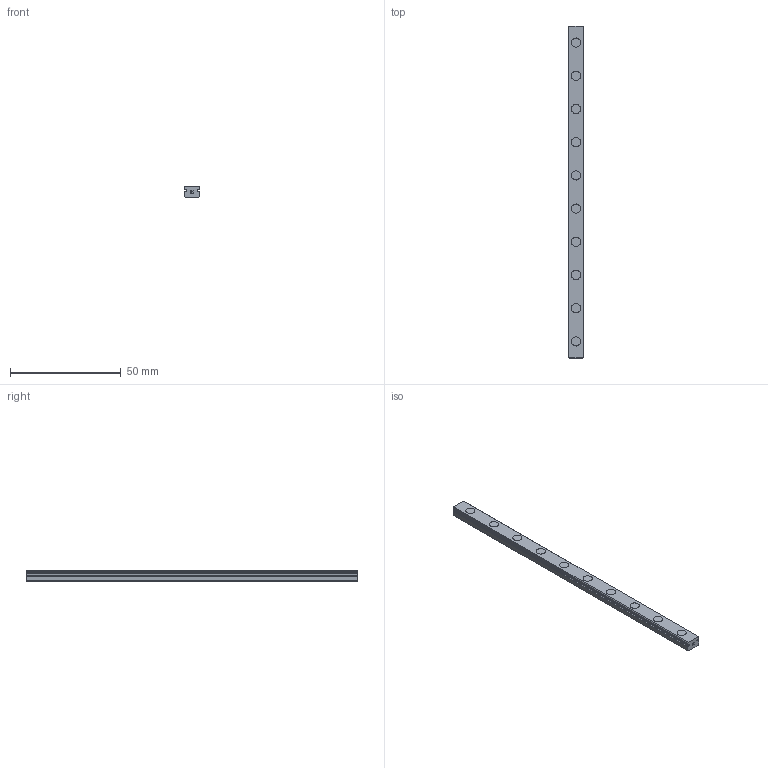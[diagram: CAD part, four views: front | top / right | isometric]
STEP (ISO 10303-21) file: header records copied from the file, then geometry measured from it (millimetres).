
FILE_DESCRIPTION(('STEP AP214'),'1');
FILE_NAME('cctmp_DF45BFBD-F665-4228-869E-C0A47D960EFF_2021_02_18_13_39_45_0103..stp','2021-02-18T12:39:45',('HIWIN GmbH'),('CADClick - www.CADClick.com'),'Spatial InterOp 3D',' ','unknown authorization');
FILE_SCHEMA(('AUTOMOTIVE_DESIGN'));
Length unit declared in the file: millimetre
Products named in the file (1): MGNR07R150CM_FILE
Bounding box: 7 x 150 x 4.8 mm (x, y, z)
Volume: 4326.1 mm3; surface area: 4656.8 mm2
Topology: 1 solids, 1 shells, 185 faces, 447 edges, 298 vertices
Faces by surface type: plane 109, cylinder 76
Entity records: 6937 total; most frequent: DIRECTION 971, CARTESIAN_POINT 931, ORIENTED_EDGE 894, EDGE_CURVE 447, AXIS2_PLACEMENT_3D 338, VERTEX_POINT 298, LINE 295, VECTOR 295
